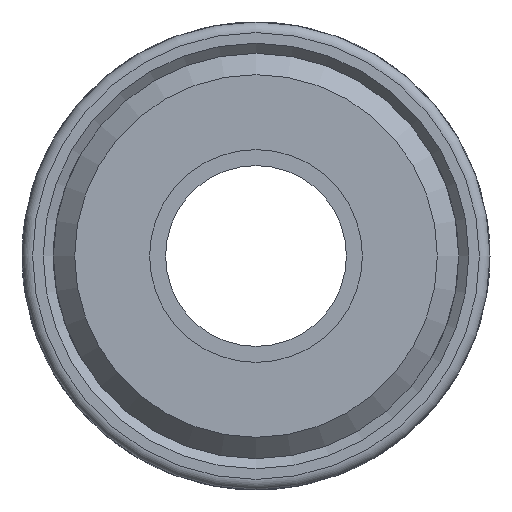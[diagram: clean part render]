
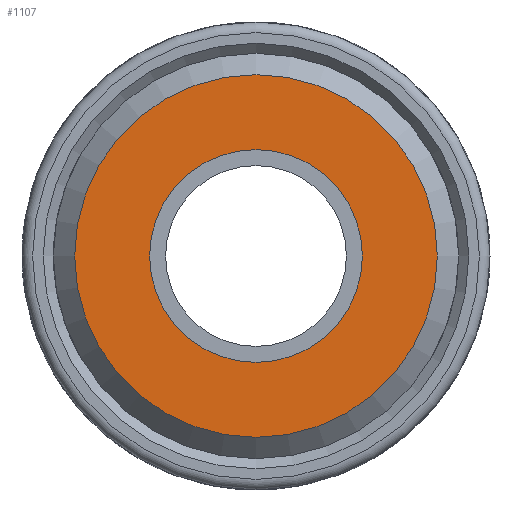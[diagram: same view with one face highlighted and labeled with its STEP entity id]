
A CAD part, left-side view. The second image highlights one B-rep face of the part: STEP entity #1107.
In plain terms, the highlighted planar face has unit normal (-1, 0, 0).
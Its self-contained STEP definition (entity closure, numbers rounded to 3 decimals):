
#204=FACE_BOUND('',#297,.T.);
#231=FACE_OUTER_BOUND('',#296,.T.);
#296=EDGE_LOOP('',(#834,#835));
#297=EDGE_LOOP('',(#836,#837));
#342=CIRCLE('',#1171,5.);
#343=CIRCLE('',#1172,5.);
#384=CIRCLE('',#1234,8.525);
#385=CIRCLE('',#1235,8.525);
#425=VERTEX_POINT('',#1695);
#426=VERTEX_POINT('',#1696);
#468=VERTEX_POINT('',#1819);
#469=VERTEX_POINT('',#1820);
#545=EDGE_CURVE('',#425,#426,#342,.T.);
#546=EDGE_CURVE('',#426,#425,#343,.T.);
#605=EDGE_CURVE('',#468,#469,#384,.T.);
#606=EDGE_CURVE('',#469,#468,#385,.T.);
#834=ORIENTED_EDGE('',*,*,#605,.F.);
#835=ORIENTED_EDGE('',*,*,#606,.F.);
#836=ORIENTED_EDGE('',*,*,#545,.T.);
#837=ORIENTED_EDGE('',*,*,#546,.T.);
#1062=PLANE('',#1233);
#1107=ADVANCED_FACE('',(#231,#204),#1062,.T.);
#1171=AXIS2_PLACEMENT_3D('',#1697,#1328,#1329);
#1172=AXIS2_PLACEMENT_3D('',#1698,#1330,#1331);
#1233=AXIS2_PLACEMENT_3D('',#1818,#1470,#1471);
#1234=AXIS2_PLACEMENT_3D('',#1821,#1472,#1473);
#1235=AXIS2_PLACEMENT_3D('',#1822,#1474,#1475);
#1328=DIRECTION('center_axis',(1.,0.,0.));
#1329=DIRECTION('ref_axis',(0.,0.,1.));
#1330=DIRECTION('center_axis',(1.,0.,0.));
#1331=DIRECTION('ref_axis',(0.,0.,1.));
#1470=DIRECTION('center_axis',(-1.,0.,0.));
#1471=DIRECTION('ref_axis',(0.,0.,1.));
#1472=DIRECTION('center_axis',(1.,0.,0.));
#1473=DIRECTION('ref_axis',(0.,0.,-1.));
#1474=DIRECTION('center_axis',(1.,0.,0.));
#1475=DIRECTION('ref_axis',(0.,0.,-1.));
#1695=CARTESIAN_POINT('',(-175.,0.,5.));
#1696=CARTESIAN_POINT('',(-175.,0.,-5.));
#1697=CARTESIAN_POINT('Origin',(-175.,0.,0.));
#1698=CARTESIAN_POINT('Origin',(-175.,0.,0.));
#1818=CARTESIAN_POINT('Origin',(-175.,8.525,0.));
#1819=CARTESIAN_POINT('',(-175.,8.525,0.));
#1820=CARTESIAN_POINT('',(-175.,-8.525,0.));
#1821=CARTESIAN_POINT('Origin',(-175.,0.,0.));
#1822=CARTESIAN_POINT('Origin',(-175.,0.,0.));
